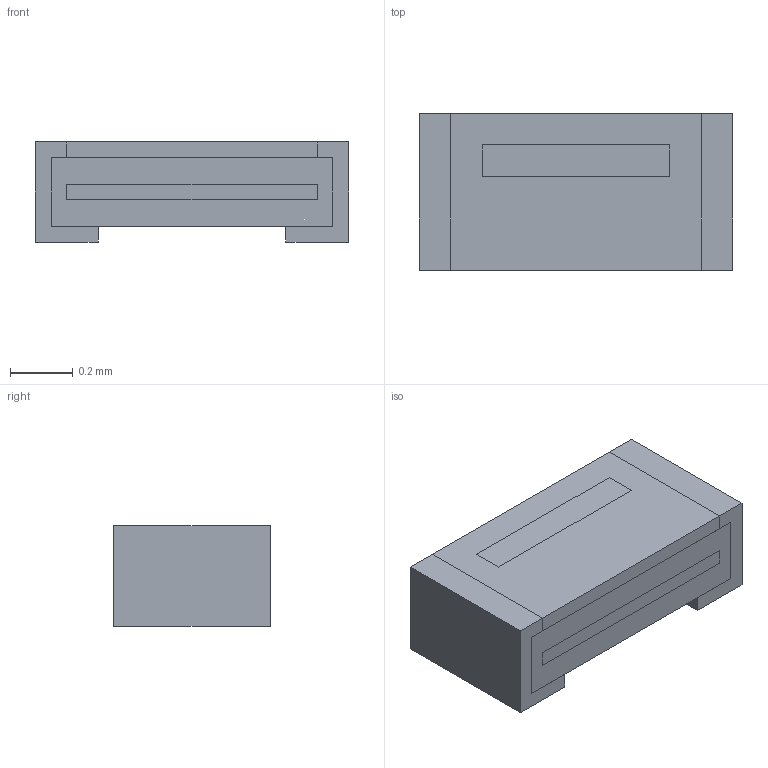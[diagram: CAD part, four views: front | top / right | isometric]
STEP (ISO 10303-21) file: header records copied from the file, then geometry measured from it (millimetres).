
FILE_DESCRIPTION( ( 'Unknown' ), '1' );
FILE_NAME( '744901022.stp', 'Unknown', ( 'Unknown' ), ( 'Unknown' ), 'XStep 1.0', 'Unknown', ' ' );
FILE_SCHEMA( ( 'automotive_design' ) );
Length unit declared in the file: millimetre
Products named in the file (4): Assem1; Kern; Pin; Platte
Bounding box: 1 x 0.5 x 0.32 mm (x, y, z)
Surface area: 7.7 mm2
Topology: 6 solids, 6 shells, 90 faces, 240 edges, 160 vertices
Faces by surface type: plane 90
Entity records: 1655 total; most frequent: CARTESIAN_POINT 249, ORIENTED_EDGE 240, DIRECTION 218, EDGE_CURVE 120, LINE 120, VECTOR 120, VERTEX_POINT 80, AXIS2_PLACEMENT_3D 49
